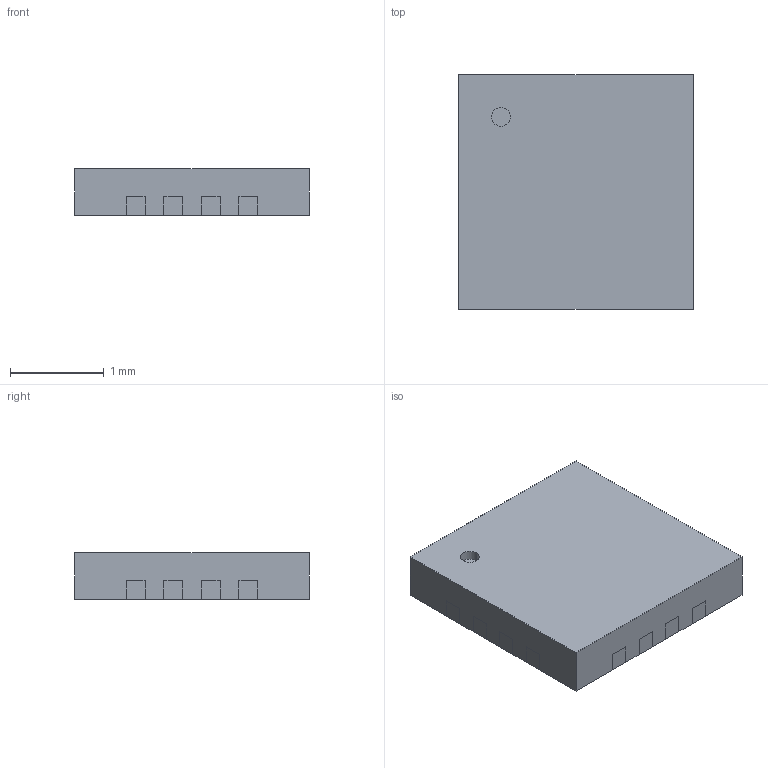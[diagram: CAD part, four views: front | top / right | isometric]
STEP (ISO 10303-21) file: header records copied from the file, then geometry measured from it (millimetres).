
FILE_DESCRIPTION (( 'STEP AP214' ), '1' );
FILE_NAME ('User Library-X1QFN40PX250X250-16N.STEP', '2023-01-13T13:56:47', ( '' ), ( '' ), 'SwSTEP 2.0', 'SolidWorks 2022', '' );
FILE_SCHEMA (( 'AUTOMOTIVE_DESIGN' ));
Length unit declared in the file: millimetre
Products named in the file (19): Pin_6; Pin_15; Pin_4; Pin_8; Pin_9; User Library-X1QFN40PX250X250-16N; Pin_10; Exposed_pad; Pin_1; Pin_5; pin_14; Pin_3; Body; Pin_13; Pin_7; Pin_11; Pin_2; Pin_16; Pin_12
Assembly tree (18 placements, depth 2):
  User Library-X1QFN40PX250X250-16N
    Pin_4
    Body
    Pin_3
    Pin_5
    Pin_2
    Pin_8
    pin_14
    Pin_16
    Pin_13
    Exposed_pad
    Pin_9
    Pin_12
    Pin_11
    Pin_6
    Pin_15
    Pin_7
    Pin_10
    Pin_1
Bounding box: 2.5 x 2.5 x 0.5 mm (x, y, z)
Volume: 3.1 mm3; surface area: 30.9 mm2
Topology: 18 solids, 18 shells, 198 faces, 480 edges, 320 vertices
Faces by surface type: plane 196, cylinder 2
Entity records: 8660 total; most frequent: CARTESIAN_POINT 1019, ORIENTED_EDGE 960, DIRECTION 922, EDGE_CURVE 480, VECTOR 476, LINE 476, VERTEX_POINT 320, UNCERTAINTY_MEASURE_WITH_UNIT 253
